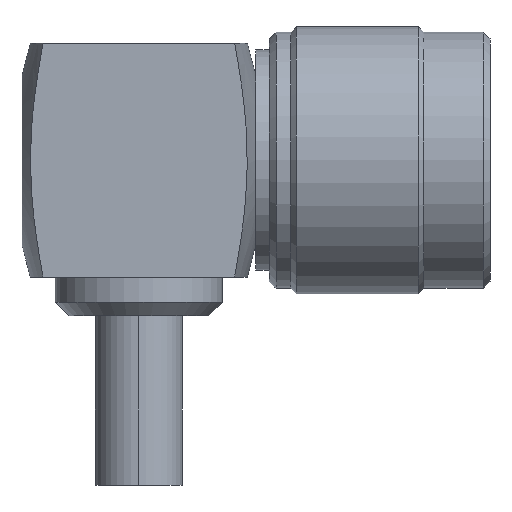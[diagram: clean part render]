
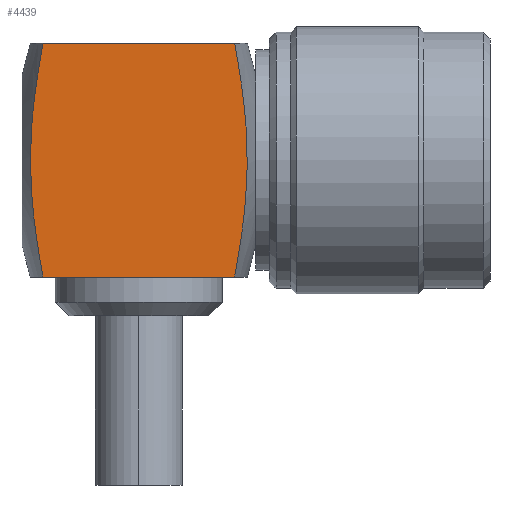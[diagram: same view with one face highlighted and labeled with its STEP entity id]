
A CAD part, left-side view. The second image highlights one B-rep face of the part: STEP entity #4439.
In plain terms, the highlighted planar face has unit normal (-1, 0, 0).
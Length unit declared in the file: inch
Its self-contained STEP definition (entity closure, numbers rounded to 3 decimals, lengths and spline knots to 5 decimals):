
#25 = LINE ( 'NONE', #1276, #3004 ) ;
#234 = CARTESIAN_POINT ( 'NONE',  ( -0.345, 0.28253, -0.3445 ) ) ;
#442 = CARTESIAN_POINT ( 'NONE',  ( -0.345, -0.28253, 0.3445 ) ) ;
#465 = CARTESIAN_POINT ( 'NONE',  ( -0.345, -0.3197, -0.05789 ) ) ;
#880 = DIRECTION ( 'NONE',  ( 0., 1., 0. ) ) ;
#970 = FACE_OUTER_BOUND ( 'NONE', #3969, .T. ) ;
#1059 = CARTESIAN_POINT ( 'NONE',  ( -0.345, -0.3445, 0.3445 ) ) ;
#1145 = CARTESIAN_POINT ( 'NONE',  ( -0.345, 0.31582, 0.11485 ) ) ;
#1226 = CARTESIAN_POINT ( 'NONE',  ( -0.345, -0.29303, 0.28756 ) ) ;
#1276 = CARTESIAN_POINT ( 'NONE',  ( -0.345, -0.3445, -0.3445 ) ) ;
#1365 = LINE ( 'NONE', #1059, #4228 ) ;
#1445 = VERTEX_POINT ( 'NONE', #234 ) ;
#1526 = CARTESIAN_POINT ( 'NONE',  ( -0.345, 0.28253, 0.3445 ) ) ;
#1545 = CARTESIAN_POINT ( 'NONE',  ( -0.345, 0.31973, 0.05721 ) ) ;
#1617 = CARTESIAN_POINT ( 'NONE',  ( -0.345, -0.31582, 0.11485 ) ) ;
#1630 = CARTESIAN_POINT ( 'NONE',  ( -0.345, -0.30237, -0.23011 ) ) ;
#1891 = AXIS2_PLACEMENT_3D ( 'NONE', #2397, #4801, #3914 ) ;
#1947 = CARTESIAN_POINT ( 'NONE',  ( -0.345, 0.3197, -0.05789 ) ) ;
#2222 = CARTESIAN_POINT ( 'NONE',  ( -0.345, 0.28253, 0.3445 ) ) ;
#2338 = CARTESIAN_POINT ( 'NONE',  ( -0.345, 0.31577, -0.11534 ) ) ;
#2397 = CARTESIAN_POINT ( 'NONE',  ( -0.345, 0.3445, 0.3445 ) ) ;
#2468 = EDGE_CURVE ( 'NONE', #3787, #1445, #2571, .T. ) ;
#2544 = VERTEX_POINT ( 'NONE', #3411 ) ;
#2571 = B_SPLINE_CURVE_WITH_KNOTS ( 'NONE', 3,
 ( #1526, #3859, #3099, #1145, #1545, #1947, #2338, #2739, #3118, #3513 ),
 .UNSPECIFIED., .F., .F.,
 ( 4, 2, 2, 2, 4 ),
 ( 0.02882, 0.03323, 0.03764, 0.04204, 0.04645 ),
 .UNSPECIFIED. ) ;
#2739 = CARTESIAN_POINT ( 'NONE',  ( -0.345, 0.30237, -0.23011 ) ) ;
#2746 = ORIENTED_EDGE ( 'NONE', *, *, #2468, .T. ) ;
#3004 = VECTOR ( 'NONE', #880, 39.37008 ) ;
#3099 = CARTESIAN_POINT ( 'NONE',  ( -0.345, 0.30235, 0.23028 ) ) ;
#3103 = CARTESIAN_POINT ( 'NONE',  ( -0.345, -0.28253, 0.3445 ) ) ;
#3118 = CARTESIAN_POINT ( 'NONE',  ( -0.345, 0.29304, -0.28748 ) ) ;
#3238 = CARTESIAN_POINT ( 'NONE',  ( -0.345, -0.28253, -0.3445 ) ) ;
#3283 = EDGE_CURVE ( 'NONE', #2544, #1445, #25, .T. ) ;
#3411 = CARTESIAN_POINT ( 'NONE',  ( -0.345, -0.28253, -0.3445 ) ) ;
#3513 = CARTESIAN_POINT ( 'NONE',  ( -0.345, 0.28253, -0.3445 ) ) ;
#3583 = CARTESIAN_POINT ( 'NONE',  ( -0.345, -0.31577, -0.11534 ) ) ;
#3649 = CARTESIAN_POINT ( 'NONE',  ( -0.345, -0.29304, -0.28748 ) ) ;
#3787 = VERTEX_POINT ( 'NONE', #2222 ) ;
#3796 = DIRECTION ( 'NONE',  ( 0., -1., 0. ) ) ;
#3859 = CARTESIAN_POINT ( 'NONE',  ( -0.345, 0.29303, 0.28756 ) ) ;
#3875 = ORIENTED_EDGE ( 'NONE', *, *, #3283, .F. ) ;
#3914 = DIRECTION ( 'NONE',  ( 0., 0., 1. ) ) ;
#3958 = CARTESIAN_POINT ( 'NONE',  ( -0.345, -0.31973, 0.05721 ) ) ;
#3969 = EDGE_LOOP ( 'NONE', ( #3875, #4374, #4025, #2746 ) ) ;
#4025 = ORIENTED_EDGE ( 'NONE', *, *, #5021, .F. ) ;
#4228 = VECTOR ( 'NONE', #3796, 39.37008 ) ;
#4302 = VERTEX_POINT ( 'NONE', #3103 ) ;
#4374 = ORIENTED_EDGE ( 'NONE', *, *, #4837, .T. ) ;
#4439 = ADVANCED_FACE ( 'NONE', ( #970 ), #4729, .T. ) ;
#4706 = B_SPLINE_CURVE_WITH_KNOTS ( 'NONE', 3,
 ( #3238, #3649, #1630, #3583, #465, #3958, #1617, #4756, #1226, #442 ),
 .UNSPECIFIED., .F., .F.,
 ( 4, 2, 2, 2, 4 ),
 ( 0.009, 0.01342, 0.01784, 0.02225, 0.02667 ),
 .UNSPECIFIED. ) ;
#4729 = PLANE ( 'NONE',  #1891 ) ;
#4756 = CARTESIAN_POINT ( 'NONE',  ( -0.345, -0.30235, 0.23028 ) ) ;
#4801 = DIRECTION ( 'NONE',  ( -1., 0., 0. ) ) ;
#4837 = EDGE_CURVE ( 'NONE', #2544, #4302, #4706, .T. ) ;
#5021 = EDGE_CURVE ( 'NONE', #3787, #4302, #1365, .T. ) ;
